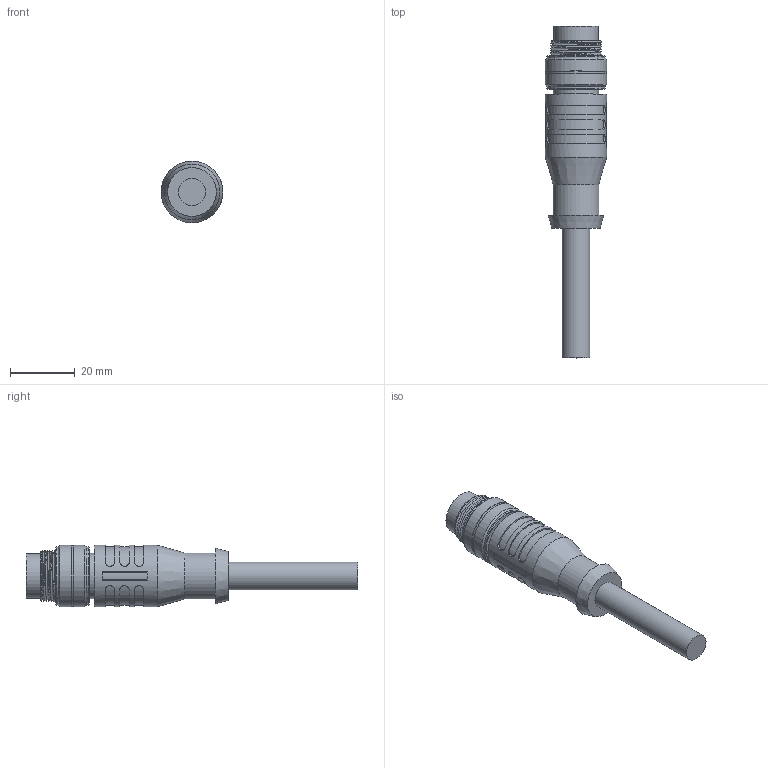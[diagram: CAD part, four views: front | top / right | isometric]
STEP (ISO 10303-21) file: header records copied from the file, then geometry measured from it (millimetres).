
FILE_DESCRIPTION (( 'STEP AP203' ), '1' );
FILE_NAME ('DWZ8-¡ÁP00.STEP', '2021-05-18T08:30:10', ( 'AutoBVT' ), ( 'Microsoft' ), 'SwSTEP 2.0', 'SolidWorks 2017', '' );
FILE_SCHEMA (( 'CONFIG_CONTROL_DESIGN' ));
Length unit declared in the file: millimetre
Products named in the file (1): DWZ8-℅P00
Bounding box: 19 x 102.5 x 19 mm (x, y, z)
Volume: 15338.9 mm3; surface area: 6549.9 mm2
Topology: 1 solids, 1 shells, 97 faces, 243 edges, 154 vertices
Faces by surface type: cylinder 44, plane 35, sphere 9, cone 7, bspline 2
Full cylindrical faces by diameter (mm): 1.5 x8, 8.5 x1, 12.4 x1, 13.6 x1, 14 x2, 14.2 x1, 16 x1, 18 x2, 18.6 x1, 19 x3
Entity records: 4052 total; most frequent: CARTESIAN_POINT 2054, DIRECTION 406, ORIENTED_EDGE 334, AXIS2_PLACEMENT_3D 178, EDGE_CURVE 167, EDGE_LOOP 150, VERTEX_POINT 125, FACE_OUTER_BOUND 118
